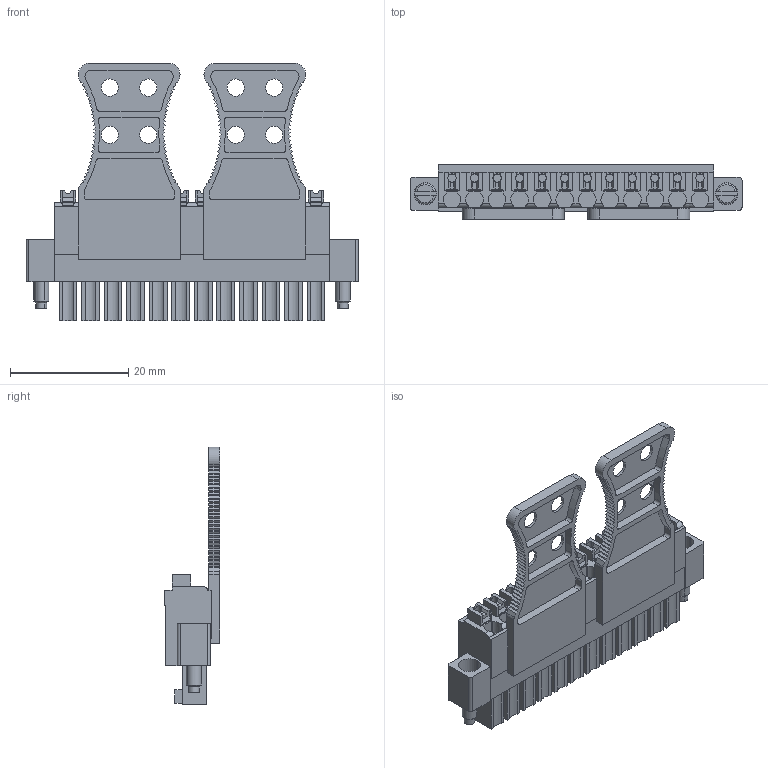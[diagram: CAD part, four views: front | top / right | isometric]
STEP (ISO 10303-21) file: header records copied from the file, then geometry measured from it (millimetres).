
FILE_DESCRIPTION(('CATIA V5 STEP Exchange','CAx-IF Rec.Pracs.--- Model Styling and Organization---1.2---2011-12-15'),'2;1');
FILE_NAME ('D1449912_0', '2018-09-11T13:07:47+00:00', ('none'), ('Weidmueller'), 'CATIA Version 5-6 Release 2014', 'CATIA V5 STEP AP214', 'none');
FILE_SCHEMA(('AUTOMOTIVE_DESIGN { 1 0 10303 214 1 1 1 1 }'));
Length unit declared in the file: millimetre
Products named in the file (1): 1231430000
Bounding box: 56.11 x 9.3 x 43.6 mm (x, y, z)
Volume: 6932.5 mm3; surface area: 7638.7 mm2
Topology: 17 solids, 17 shells, 1008 faces, 2752 edges, 1826 vertices
Faces by surface type: plane 801, cylinder 163, cone 32, torus 12
Entity records: 29464 total; most frequent: CARTESIAN_POINT 5623, ORIENTED_EDGE 5504, DIRECTION 3878, EDGE_CURVE 2752, VECTOR 2186, LINE 2186, VERTEX_POINT 1826, AXIS2_PLACEMENT_3D 1083
